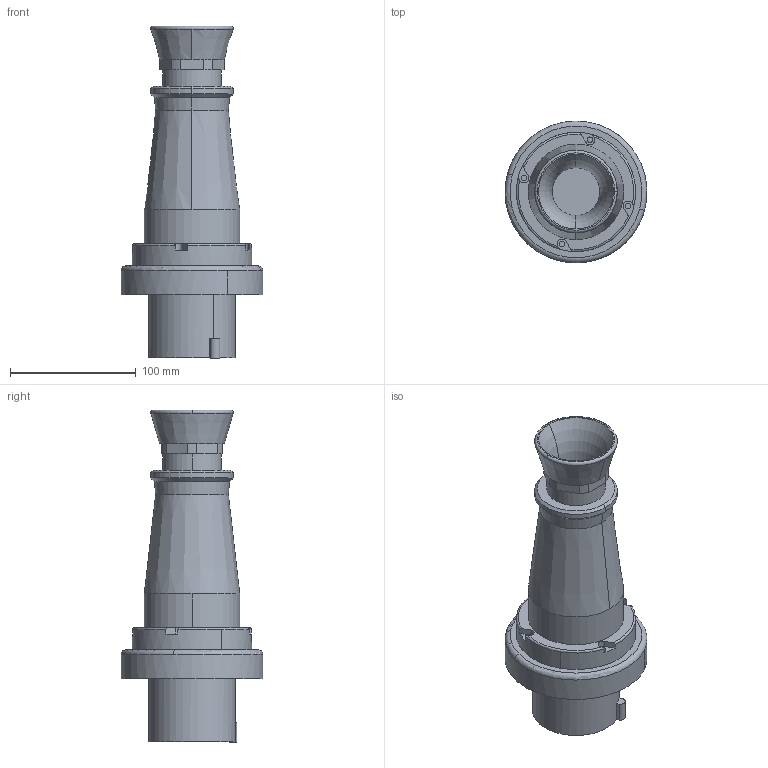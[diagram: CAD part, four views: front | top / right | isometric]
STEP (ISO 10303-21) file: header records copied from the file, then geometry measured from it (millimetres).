
FILE_DESCRIPTION(('Creo Elements/Direct Modeling STEP Export'),'2;1');
FILE_NAME('0ln7tug41574ghp2288','2016-02-10T14:18:04',(''),(''),'PTC Creo Elements/Direct Modeling STEP processor for AP214 (Solid Model)','PTC Creo Elements/Direct Modeling 19.0B 21-Mar-2015 (C) Parametric Technology GmbH','');
FILE_SCHEMA(('AUTOMOTIVE_DESIGN { 1 0 10303 214 1 1 1 1 }'));
Length unit declared in the file: millimetre
Products named in the file (2): PEW_6355_SV
Assembly tree (1 placements, depth 2):
  PEW_6355_SV
    PEW_6355_SV
Bounding box: 113 x 113 x 264.5 mm (x, y, z)
Volume: 973300.3 mm3; surface area: 97905.7 mm2
Topology: 1 solids, 1 shells, 110 faces, 271 edges, 175 vertices
Faces by surface type: plane 50, cylinder 40, torus 10, cone 10
Entity records: 4489 total; most frequent: CARTESIAN_POINT 1112, ORIENTED_EDGE 542, DIRECTION 486, EDGE_CURVE 271, AXIS2_PLACEMENT_3D 181, VERTEX_POINT 175, VECTOR 124, LINE 124
